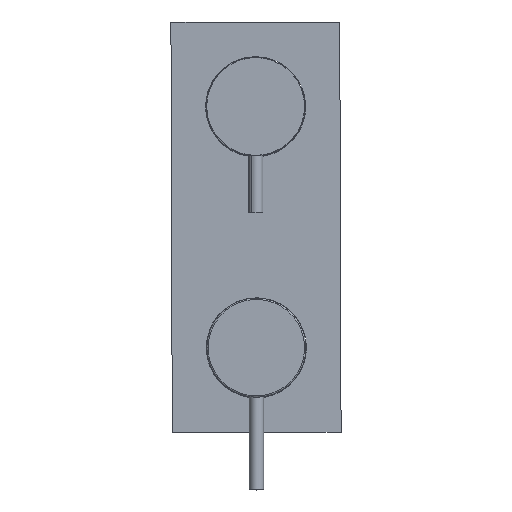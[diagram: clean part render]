
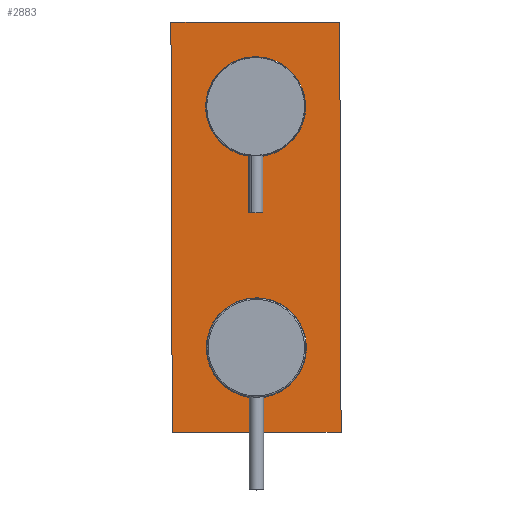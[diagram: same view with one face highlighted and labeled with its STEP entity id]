
A CAD part, top view. The second image highlights one B-rep face of the part: STEP entity #2883.
In plain terms, the highlighted planar face has unit normal (0, 0, 1).
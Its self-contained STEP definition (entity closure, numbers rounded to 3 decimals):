
#257 = AXIS2_PLACEMENT_3D ( 'NONE', #3229, #555, #7285 ) ;
#273 = ORIENTED_EDGE ( 'NONE', *, *, #2998, .T. ) ;
#355 = EDGE_LOOP ( 'NONE', ( #7458, #7124 ) ) ;
#368 = EDGE_CURVE ( 'NONE', #4710, #8394, #3970, .T. ) ;
#425 = CIRCLE ( 'NONE', #7352, 20.75 ) ;
#555 = DIRECTION ( 'NONE',  ( 0., 0., 1. ) ) ;
#623 = AXIS2_PLACEMENT_3D ( 'NONE', #4569, #7278, #7851 ) ;
#650 = VERTEX_POINT ( 'NONE', #7054 ) ;
#726 = LINE ( 'NONE', #3358, #2252 ) ;
#936 = CARTESIAN_POINT ( 'NONE',  ( 20.75, -50., 4. ) ) ;
#1246 = PLANE ( 'NONE',  #8346 ) ;
#1389 = EDGE_CURVE ( 'NONE', #650, #6544, #6646, .T. ) ;
#1457 = DIRECTION ( 'NONE',  ( -1., 0., 0. ) ) ;
#1808 = FACE_BOUND ( 'NONE', #355, .T. ) ;
#1895 = FACE_BOUND ( 'NONE', #8315, .T. ) ;
#2094 = EDGE_CURVE ( 'NONE', #8394, #4710, #425, .T. ) ;
#2252 = VECTOR ( 'NONE', #1457, 1000. ) ;
#2361 = DIRECTION ( 'NONE',  ( 0., 0., 1. ) ) ;
#2442 = DIRECTION ( 'NONE',  ( 0., 0., 1. ) ) ;
#2463 = AXIS2_PLACEMENT_3D ( 'NONE', #3634, #2361, #4948 ) ;
#2883 = ADVANCED_FACE ( 'NONE', ( #1808, #1895, #4541 ), #1246, .T. ) ;
#2998 = EDGE_CURVE ( 'NONE', #3425, #4146, #7424, .T. ) ;
#3097 = LINE ( 'NONE', #3778, #5743 ) ;
#3151 = CARTESIAN_POINT ( 'NONE',  ( -35., -85., 4. ) ) ;
#3229 = CARTESIAN_POINT ( 'NONE',  ( 0., 50., 4. ) ) ;
#3236 = DIRECTION ( 'NONE',  ( 1., 0., 0. ) ) ;
#3358 = CARTESIAN_POINT ( 'NONE',  ( 35., 85., 4. ) ) ;
#3425 = VERTEX_POINT ( 'NONE', #6738 ) ;
#3459 = ORIENTED_EDGE ( 'NONE', *, *, #4330, .T. ) ;
#3634 = CARTESIAN_POINT ( 'NONE',  ( 0., -50., 4. ) ) ;
#3769 = CARTESIAN_POINT ( 'NONE',  ( 35., -85., 4. ) ) ;
#3778 = CARTESIAN_POINT ( 'NONE',  ( 35., -85., 4. ) ) ;
#3897 = DIRECTION ( 'NONE',  ( 1., 0., 0. ) ) ;
#3970 = CIRCLE ( 'NONE', #257, 20.75 ) ;
#3986 = ORIENTED_EDGE ( 'NONE', *, *, #6993, .T. ) ;
#4100 = DIRECTION ( 'NONE',  ( 0., -1., 0. ) ) ;
#4146 = VERTEX_POINT ( 'NONE', #3151 ) ;
#4330 = EDGE_CURVE ( 'NONE', #7620, #3425, #726, .T. ) ;
#4541 = FACE_OUTER_BOUND ( 'NONE', #6996, .T. ) ;
#4569 = CARTESIAN_POINT ( 'NONE',  ( 0., -50., 4. ) ) ;
#4653 = EDGE_CURVE ( 'NONE', #8559, #7620, #3097, .T. ) ;
#4710 = VERTEX_POINT ( 'NONE', #7847 ) ;
#4807 = CARTESIAN_POINT ( 'NONE',  ( -35., -85., 4. ) ) ;
#4948 = DIRECTION ( 'NONE',  ( 1., 0., 0. ) ) ;
#5022 = ORIENTED_EDGE ( 'NONE', *, *, #6847, .F. ) ;
#5510 = CARTESIAN_POINT ( 'NONE',  ( 35., 85., 4. ) ) ;
#5743 = VECTOR ( 'NONE', #8424, 1000. ) ;
#6004 = DIRECTION ( 'NONE',  ( 1., 0., 0. ) ) ;
#6441 = ORIENTED_EDGE ( 'NONE', *, *, #1389, .F. ) ;
#6544 = VERTEX_POINT ( 'NONE', #936 ) ;
#6646 = CIRCLE ( 'NONE', #2463, 20.75 ) ;
#6738 = CARTESIAN_POINT ( 'NONE',  ( -35., 85., 4. ) ) ;
#6847 = EDGE_CURVE ( 'NONE', #6544, #650, #8271, .T. ) ;
#6993 = EDGE_CURVE ( 'NONE', #4146, #8559, #7958, .T. ) ;
#6996 = EDGE_LOOP ( 'NONE', ( #273, #3986, #8525, #3459 ) ) ;
#7054 = CARTESIAN_POINT ( 'NONE',  ( -20.75, -50., 4. ) ) ;
#7124 = ORIENTED_EDGE ( 'NONE', *, *, #368, .F. ) ;
#7278 = DIRECTION ( 'NONE',  ( 0., 0., 1. ) ) ;
#7285 = DIRECTION ( 'NONE',  ( 1., 0., 0. ) ) ;
#7318 = DIRECTION ( 'NONE',  ( 0., 0., 1. ) ) ;
#7352 = AXIS2_PLACEMENT_3D ( 'NONE', #7929, #7318, #3897 ) ;
#7389 = CARTESIAN_POINT ( 'NONE',  ( 35., -85., 4. ) ) ;
#7424 = LINE ( 'NONE', #4807, #7520 ) ;
#7458 = ORIENTED_EDGE ( 'NONE', *, *, #2094, .F. ) ;
#7520 = VECTOR ( 'NONE', #4100, 1000. ) ;
#7620 = VERTEX_POINT ( 'NONE', #5510 ) ;
#7699 = VECTOR ( 'NONE', #6004, 1000. ) ;
#7847 = CARTESIAN_POINT ( 'NONE',  ( 20.75, 50., 4. ) ) ;
#7851 = DIRECTION ( 'NONE',  ( 1., 0., 0. ) ) ;
#7867 = CARTESIAN_POINT ( 'NONE',  ( -20.75, 50., 4. ) ) ;
#7929 = CARTESIAN_POINT ( 'NONE',  ( 0., 50., 4. ) ) ;
#7948 = CARTESIAN_POINT ( 'NONE',  ( 0., 0., 4. ) ) ;
#7958 = LINE ( 'NONE', #7389, #7699 ) ;
#8271 = CIRCLE ( 'NONE', #623, 20.75 ) ;
#8315 = EDGE_LOOP ( 'NONE', ( #6441, #5022 ) ) ;
#8346 = AXIS2_PLACEMENT_3D ( 'NONE', #7948, #2442, #3236 ) ;
#8394 = VERTEX_POINT ( 'NONE', #7867 ) ;
#8424 = DIRECTION ( 'NONE',  ( 0., 1., 0. ) ) ;
#8525 = ORIENTED_EDGE ( 'NONE', *, *, #4653, .T. ) ;
#8559 = VERTEX_POINT ( 'NONE', #3769 ) ;
